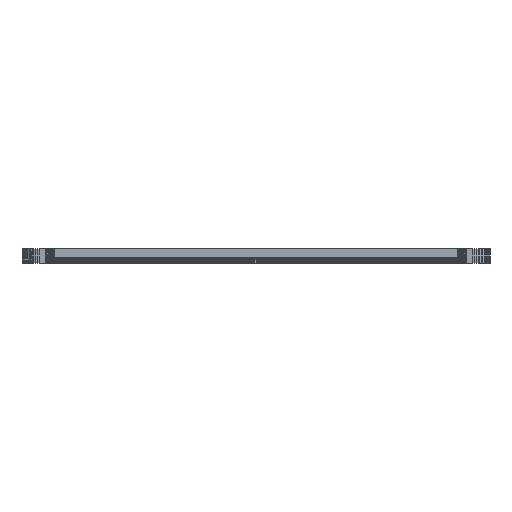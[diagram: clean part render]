
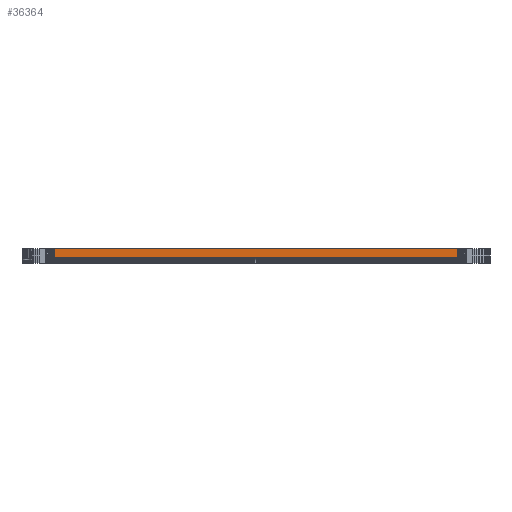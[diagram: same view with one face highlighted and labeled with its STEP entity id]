
A CAD part, front view. The second image highlights one B-rep face of the part: STEP entity #36364.
In plain terms, the highlighted planar face has unit normal (0, -1, 0).
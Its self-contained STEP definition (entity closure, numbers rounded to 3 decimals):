
#4990 = EDGE_CURVE('',#4991,#4993,#4995,.T.);
#4991 = VERTEX_POINT('',#4992);
#4992 = CARTESIAN_POINT('',(23.3,-18.477,
    1.855));
#4993 = VERTEX_POINT('',#4994);
#4994 = CARTESIAN_POINT('',(-23.3,-18.477,
    1.855));
#4995 = LINE('',#4996,#4997);
#4996 = CARTESIAN_POINT('',(23.3,-18.477,
    1.855));
#4997 = VECTOR('',#4998,1.);
#4998 = DIRECTION('',(-1.,0.,0.));
#36346 = VERTEX_POINT('',#36347);
#36347 = CARTESIAN_POINT('',(-23.3,-18.477,
    0.8));
#36353 = EDGE_CURVE('',#36346,#4993,#36354,.T.);
#36354 = LINE('',#36355,#36356);
#36355 = CARTESIAN_POINT('',(-23.3,-18.477,
    0.8));
#36356 = VECTOR('',#36357,1.);
#36357 = DIRECTION('',(0.,0.,1.));
#36364 = ADVANCED_FACE('',(#36365),#36383,.T.);
#36365 = FACE_BOUND('',#36366,.T.);
#36366 = EDGE_LOOP('',(#36367,#36368,#36369,#36377));
#36367 = ORIENTED_EDGE('',*,*,#4990,.T.);
#36368 = ORIENTED_EDGE('',*,*,#36353,.F.);
#36369 = ORIENTED_EDGE('',*,*,#36370,.T.);
#36370 = EDGE_CURVE('',#36346,#36371,#36373,.T.);
#36371 = VERTEX_POINT('',#36372);
#36372 = CARTESIAN_POINT('',(23.3,-18.477,
    0.8));
#36373 = LINE('',#36374,#36375);
#36374 = CARTESIAN_POINT('',(-23.3,-18.477,
    0.8));
#36375 = VECTOR('',#36376,1.);
#36376 = DIRECTION('',(1.,0.,0.));
#36377 = ORIENTED_EDGE('',*,*,#36378,.F.);
#36378 = EDGE_CURVE('',#4991,#36371,#36379,.T.);
#36379 = LINE('',#36380,#36381);
#36380 = CARTESIAN_POINT('',(23.3,-18.477,
    1.855));
#36381 = VECTOR('',#36382,1.);
#36382 = DIRECTION('',(0.,0.,-1.));
#36383 = PLANE('',#36384);
#36384 = AXIS2_PLACEMENT_3D('',#36385,#36386,#36387);
#36385 = CARTESIAN_POINT('',(0.,-18.477,1.327));
#36386 = DIRECTION('',(-0.,-1.,-0.));
#36387 = DIRECTION('',(0.,0.,-1.));
